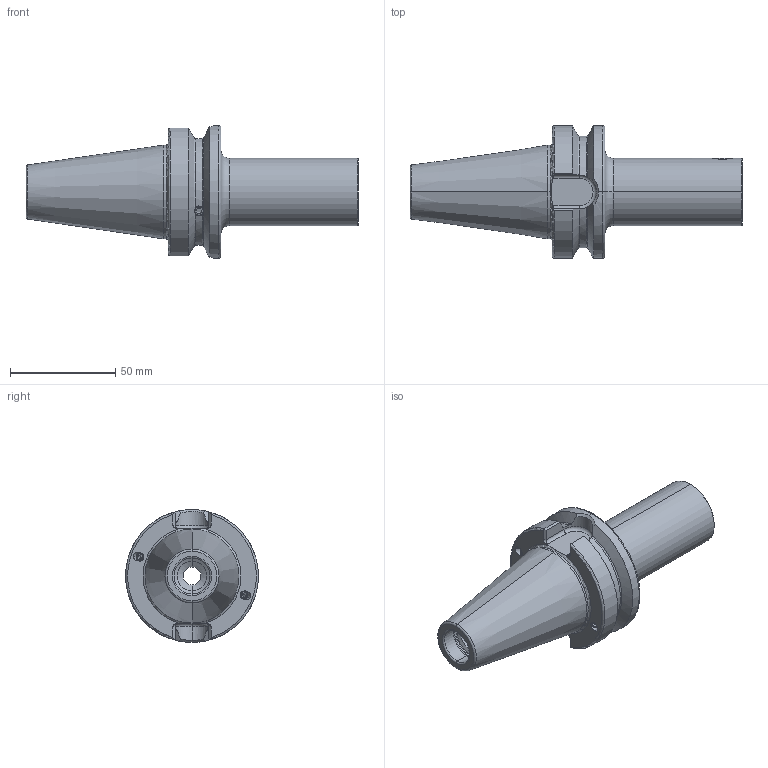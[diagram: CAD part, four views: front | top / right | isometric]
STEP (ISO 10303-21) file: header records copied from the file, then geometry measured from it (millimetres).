
FILE_DESCRIPTION (( 'STEP AP203' ), '1' );
FILE_NAME ('102.412.322.STEP', '2018-03-12T07:59:25', ( 'SWIAdmin' ), ( 'Hewlett-Packard Company' ), 'SwSTEP 2.0', 'SolidWorks 2017', '' );
FILE_SCHEMA (( 'CONFIG_CONTROL_DESIGN' ));
Length unit declared in the file: millimetre
Products named in the file (5): ISO 4026 - M5 x 5_PreviewCfg; 102.412.322; BB4-MB3.K01.092_C; MB3-ER1.001.011_A; ISO 4026 - M4 x 5_PreviewCfg
Assembly tree (5 placements, depth 2):
  102.412.322
    BB4-MB3.K01.092_C
    MB3-ER1.001.011_A
    ISO 4026 - M4 x 5_PreviewCfg  x2
    ISO 4026 - M5 x 5_PreviewCfg
Bounding box: 157.4 x 63 x 63 mm (x, y, z)
Volume: 167957.8 mm3; surface area: 31637.8 mm2
Topology: 5 solids, 5 shells, 222 faces, 533 edges, 323 vertices
Faces by surface type: plane 70, cylinder 69, cone 54, torus 27, bspline 2
Entity records: 7284 total; most frequent: CARTESIAN_POINT 1969, DIRECTION 1020, ORIENTED_EDGE 994, EDGE_CURVE 497, AXIS2_PLACEMENT_3D 405, VERTEX_POINT 303, EDGE_LOOP 222, VECTOR 210
